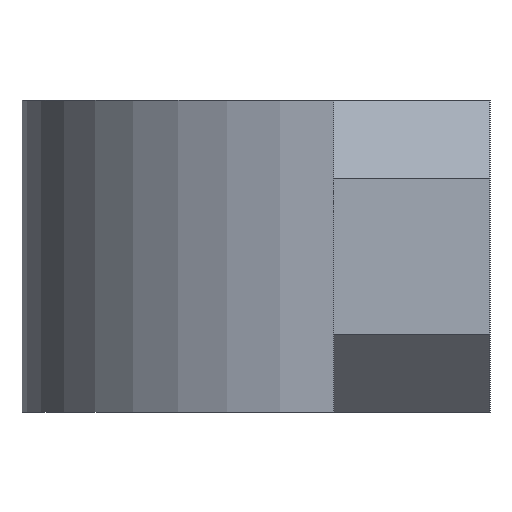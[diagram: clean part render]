
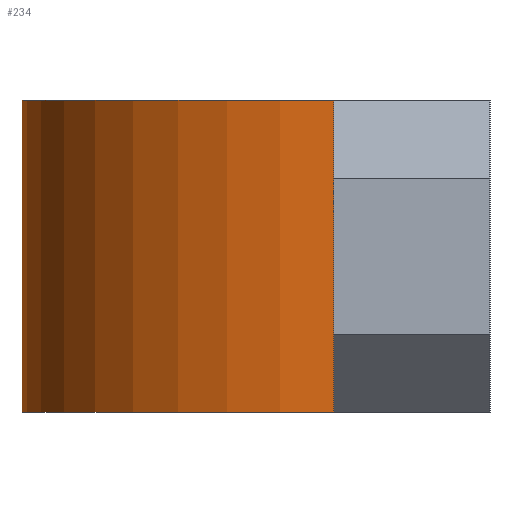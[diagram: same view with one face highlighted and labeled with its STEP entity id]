
A CAD part, left-side view. The second image highlights one B-rep face of the part: STEP entity #234.
In plain terms, the highlighted cylindrical face has radius 1 mm (diameter 2 mm), a partial arc.
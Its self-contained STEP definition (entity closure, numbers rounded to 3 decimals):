
#40 = VERTEX_POINT('',#41);
#41 = CARTESIAN_POINT('',(-1.,0.,0.));
#47 = EDGE_CURVE('',#40,#48,#50,.T.);
#48 = VERTEX_POINT('',#49);
#49 = CARTESIAN_POINT('',(-1.,0.,1.));
#50 = LINE('',#51,#52);
#51 = CARTESIAN_POINT('',(-1.,0.,0.));
#52 = VECTOR('',#53,1.);
#53 = DIRECTION('',(0.,0.,1.));
#175 = VERTEX_POINT('',#176);
#176 = CARTESIAN_POINT('',(1.,0.,0.));
#182 = EDGE_CURVE('',#175,#40,#183,.T.);
#183 = CIRCLE('',#184,1.);
#184 = AXIS2_PLACEMENT_3D('',#185,#186,#187);
#185 = CARTESIAN_POINT('',(0.,0.,0.));
#186 = DIRECTION('',(0.,0.,1.));
#187 = DIRECTION('',(1.,0.,0.));
#216 = VERTEX_POINT('',#217);
#217 = CARTESIAN_POINT('',(1.,0.,1.));
#223 = EDGE_CURVE('',#216,#48,#224,.T.);
#224 = CIRCLE('',#225,1.);
#225 = AXIS2_PLACEMENT_3D('',#226,#227,#228);
#226 = CARTESIAN_POINT('',(0.,0.,1.));
#227 = DIRECTION('',(0.,0.,1.));
#228 = DIRECTION('',(1.,0.,0.));
#234 = ADVANCED_FACE('',(#235),#246,.T.);
#235 = FACE_BOUND('',#236,.F.);
#236 = EDGE_LOOP('',(#237,#243,#244,#245));
#237 = ORIENTED_EDGE('',*,*,#238,.T.);
#238 = EDGE_CURVE('',#175,#216,#239,.T.);
#239 = LINE('',#240,#241);
#240 = CARTESIAN_POINT('',(1.,0.,0.));
#241 = VECTOR('',#242,1.);
#242 = DIRECTION('',(0.,0.,1.));
#243 = ORIENTED_EDGE('',*,*,#223,.T.);
#244 = ORIENTED_EDGE('',*,*,#47,.F.);
#245 = ORIENTED_EDGE('',*,*,#182,.F.);
#246 = CYLINDRICAL_SURFACE('',#247,1.);
#247 = AXIS2_PLACEMENT_3D('',#248,#249,#250);
#248 = CARTESIAN_POINT('',(0.,0.,0.));
#249 = DIRECTION('',(-0.,-0.,-1.));
#250 = DIRECTION('',(1.,0.,0.));
